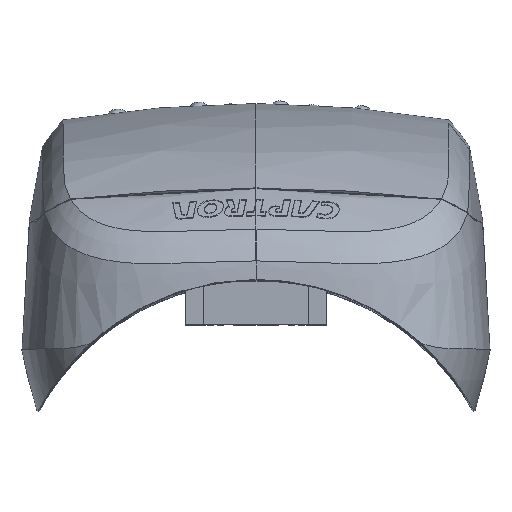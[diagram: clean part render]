
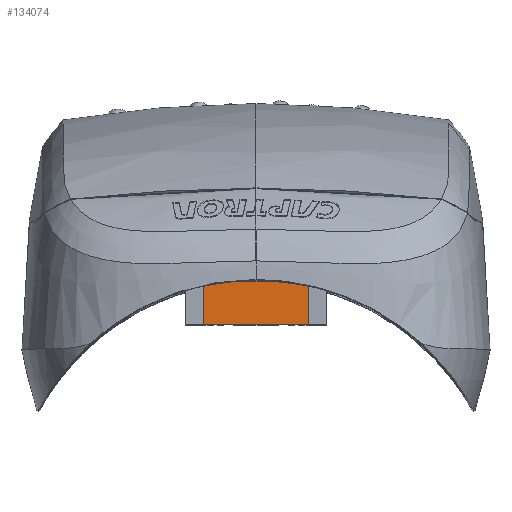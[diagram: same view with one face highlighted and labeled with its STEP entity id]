
A CAD part, top view. The second image highlights one B-rep face of the part: STEP entity #134074.
In plain terms, the highlighted planar face has unit normal (0, 0, 1).
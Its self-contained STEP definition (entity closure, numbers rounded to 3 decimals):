
#860 = VECTOR ( 'NONE', #147991, 1000. ) ;
#8220 = VERTEX_POINT ( 'NONE', #141305 ) ;
#20548 = ORIENTED_EDGE ( 'NONE', *, *, #144559, .F. ) ;
#21714 = VERTEX_POINT ( 'NONE', #178580 ) ;
#30121 = CARTESIAN_POINT ( 'NONE',  ( 0., 34., 5.975 ) ) ;
#57913 = LINE ( 'NONE', #208032, #215231 ) ;
#76694 = EDGE_CURVE ( 'NONE', #228084, #8220, #102294, .T. ) ;
#92910 = CARTESIAN_POINT ( 'NONE',  ( -3.7, 34., 5.975 ) ) ;
#102294 = LINE ( 'NONE', #177346, #240999 ) ;
#105203 = DIRECTION ( 'NONE',  ( -1., 0., 0. ) ) ;
#105946 = EDGE_CURVE ( 'NONE', #21714, #208831, #112261, .T. ) ;
#106574 = EDGE_LOOP ( 'NONE', ( #168693, #119306, #20548, #149831 ) ) ;
#108633 = CARTESIAN_POINT ( 'NONE',  ( -3.7, 27., 5.975 ) ) ;
#110133 = DIRECTION ( 'NONE',  ( 1., 0., 0. ) ) ;
#111371 = AXIS2_PLACEMENT_3D ( 'NONE', #30121, #180264, #105203 ) ;
#112261 = LINE ( 'NONE', #108633, #860 ) ;
#112611 = CARTESIAN_POINT ( 'NONE',  ( 3.7, 34., 5.975 ) ) ;
#119306 = ORIENTED_EDGE ( 'NONE', *, *, #105946, .F. ) ;
#122430 = CARTESIAN_POINT ( 'NONE',  ( -3.7, 34., 5.975 ) ) ;
#134074 = ADVANCED_FACE ( 'NONE', ( #217214 ), #198726, .F. ) ;
#137996 = DIRECTION ( 'NONE',  ( 0., -1., 0. ) ) ;
#141305 = CARTESIAN_POINT ( 'NONE',  ( 3.7, 27., 5.975 ) ) ;
#144559 = EDGE_CURVE ( 'NONE', #8220, #21714, #57913, .T. ) ;
#147991 = DIRECTION ( 'NONE',  ( 0., 1., 0. ) ) ;
#149831 = ORIENTED_EDGE ( 'NONE', *, *, #76694, .F. ) ;
#168693 = ORIENTED_EDGE ( 'NONE', *, *, #222882, .F. ) ;
#177346 = CARTESIAN_POINT ( 'NONE',  ( 3.7, 34., 5.975 ) ) ;
#178580 = CARTESIAN_POINT ( 'NONE',  ( -3.7, 27., 5.975 ) ) ;
#180264 = DIRECTION ( 'NONE',  ( 0., 0., -1. ) ) ;
#187622 = LINE ( 'NONE', #92910, #238495 ) ;
#189568 = DIRECTION ( 'NONE',  ( -1., 0., 0. ) ) ;
#198726 = PLANE ( 'NONE',  #111371 ) ;
#208032 = CARTESIAN_POINT ( 'NONE',  ( 3.7, 27., 5.975 ) ) ;
#208831 = VERTEX_POINT ( 'NONE', #122430 ) ;
#215231 = VECTOR ( 'NONE', #189568, 1000. ) ;
#217214 = FACE_OUTER_BOUND ( 'NONE', #106574, .T. ) ;
#222882 = EDGE_CURVE ( 'NONE', #208831, #228084, #187622, .T. ) ;
#228084 = VERTEX_POINT ( 'NONE', #112611 ) ;
#238495 = VECTOR ( 'NONE', #110133, 1000. ) ;
#240999 = VECTOR ( 'NONE', #137996, 1000. ) ;
